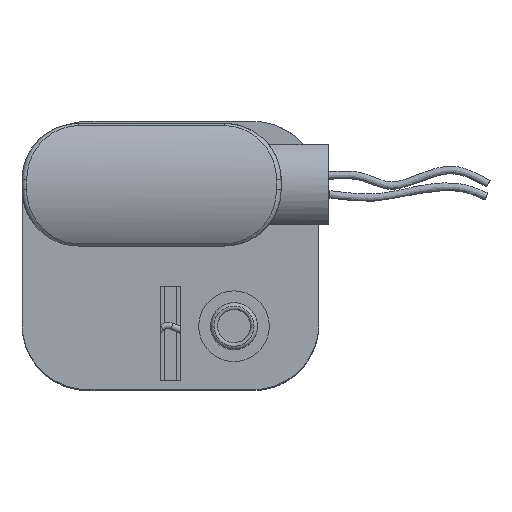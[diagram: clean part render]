
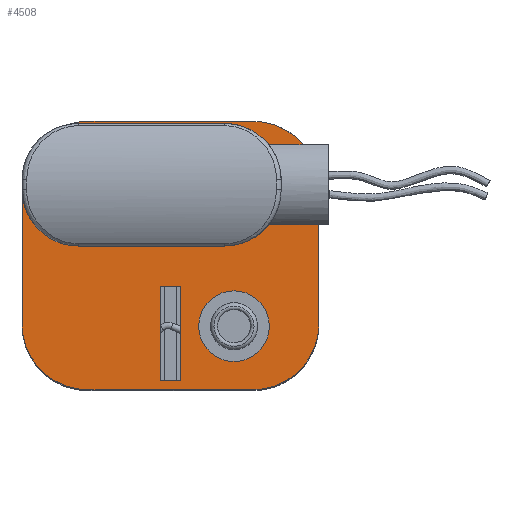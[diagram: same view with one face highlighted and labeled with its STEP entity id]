
A CAD part, top view. The second image highlights one B-rep face of the part: STEP entity #4508.
In plain terms, the highlighted planar face has unit normal (0, 0, 1).
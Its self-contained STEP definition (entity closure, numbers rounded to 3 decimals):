
#319=CARTESIAN_POINT('',(-3.75,-7.5,28.5));
#320=VERTEX_POINT('',#319);
#321=CARTESIAN_POINT('',(0.,-7.5,28.5));
#322=DIRECTION('',(0.0,0.0,-1.0));
#323=DIRECTION('',(1.0,0.0,0.0));
#324=AXIS2_PLACEMENT_3D('',#321,#322,#323);
#325=CIRCLE('',#324,3.75);
#326=EDGE_CURVE('',#320,#320,#325,.T.);
#347=CARTESIAN_POINT('',(-6.05,7.5,28.5));
#348=VERTEX_POINT('',#347);
#349=CARTESIAN_POINT('',(-2.3,7.5,28.5));
#350=DIRECTION('',(0.0,0.0,-1.0));
#351=DIRECTION('',(1.0,0.0,0.0));
#352=AXIS2_PLACEMENT_3D('',#349,#350,#351);
#353=CIRCLE('',#352,3.75);
#354=EDGE_CURVE('',#348,#348,#353,.T.);
#375=CARTESIAN_POINT('',(-18.75,7.5,28.5));
#376=VERTEX_POINT('',#375);
#377=CARTESIAN_POINT('',(-15.,7.5,28.5));
#378=DIRECTION('',(0.0,0.0,-1.0));
#379=DIRECTION('',(1.0,0.0,0.0));
#380=AXIS2_PLACEMENT_3D('',#377,#378,#379);
#381=CIRCLE('',#380,3.75);
#382=EDGE_CURVE('',#376,#376,#381,.T.);
#402=CARTESIAN_POINT('',(-7.85,-3.25,28.5));
#403=VERTEX_POINT('',#402);
#410=CARTESIAN_POINT('',(-7.85,-13.25,28.5));
#411=VERTEX_POINT('',#410);
#412=CARTESIAN_POINT('',(-7.85,-13.25,28.5));
#413=DIRECTION('',(0.0,1.0,0.0));
#414=VECTOR('',#413,10.0);
#415=LINE('',#412,#414);
#416=EDGE_CURVE('',#411,#403,#415,.T.);
#496=CARTESIAN_POINT('',(-5.65,-13.25,28.5));
#497=VERTEX_POINT('',#496);
#498=CARTESIAN_POINT('',(-5.65,-13.25,28.5));
#499=DIRECTION('',(-1.0,0.0,0.0));
#500=VECTOR('',#499,2.2);
#501=LINE('',#498,#500);
#502=EDGE_CURVE('',#497,#411,#501,.T.);
#542=CARTESIAN_POINT('',(-5.65,-3.25,28.5));
#543=VERTEX_POINT('',#542);
#550=CARTESIAN_POINT('',(-7.85,-3.25,28.5));
#551=DIRECTION('',(1.0,0.0,0.0));
#552=VECTOR('',#551,2.2);
#553=LINE('',#550,#552);
#554=EDGE_CURVE('',#403,#543,#553,.T.);
#587=CARTESIAN_POINT('',(-5.65,-3.25,28.5));
#588=DIRECTION('',(0.0,-1.0,0.0));
#589=VECTOR('',#588,10.0);
#590=LINE('',#587,#589);
#591=EDGE_CURVE('',#543,#497,#590,.T.);
#3639=CARTESIAN_POINT('',(-15.5,-14.25,28.5));
#3640=VERTEX_POINT('',#3639);
#3647=CARTESIAN_POINT('',(-22.5,-7.25,28.5));
#3648=VERTEX_POINT('',#3647);
#3649=CARTESIAN_POINT('',(-15.5,-7.25,28.5));
#3650=DIRECTION('',(0.0,0.0,-1.0));
#3651=DIRECTION('',(1.0,0.0,0.0));
#3652=AXIS2_PLACEMENT_3D('',#3649,#3650,#3651);
#3653=CIRCLE('',#3652,7.);
#3654=EDGE_CURVE('',#3640,#3648,#3653,.T.);
#3812=CARTESIAN_POINT('',(9.,-7.25,28.5));
#3813=VERTEX_POINT('',#3812);
#3820=CARTESIAN_POINT('',(2.0,-14.25,28.5));
#3821=VERTEX_POINT('',#3820);
#3822=CARTESIAN_POINT('',(2.0,-7.25,28.5));
#3823=DIRECTION('',(0.0,0.0,-1.0));
#3824=DIRECTION('',(1.0,0.0,0.0));
#3825=AXIS2_PLACEMENT_3D('',#3822,#3823,#3824);
#3826=CIRCLE('',#3825,7.);
#3827=EDGE_CURVE('',#3813,#3821,#3826,.T.);
#3941=CARTESIAN_POINT('',(-22.5,7.25,28.5));
#3942=VERTEX_POINT('',#3941);
#3943=CARTESIAN_POINT('',(-22.5,-7.25,28.5));
#3944=DIRECTION('',(0.0,1.0,0.0));
#3945=VECTOR('',#3944,14.5);
#3946=LINE('',#3943,#3945);
#3947=EDGE_CURVE('',#3648,#3942,#3946,.T.);
#4032=CARTESIAN_POINT('',(-15.5,14.25,28.5));
#4033=VERTEX_POINT('',#4032);
#4034=CARTESIAN_POINT('',(-15.5,7.25,28.5));
#4035=DIRECTION('',(0.0,0.0,-1.0));
#4036=DIRECTION('',(1.0,0.0,0.0));
#4037=AXIS2_PLACEMENT_3D('',#4034,#4035,#4036);
#4038=CIRCLE('',#4037,7.);
#4039=EDGE_CURVE('',#3942,#4033,#4038,.T.);
#4109=CARTESIAN_POINT('',(2.0,14.25,28.5));
#4110=VERTEX_POINT('',#4109);
#4117=CARTESIAN_POINT('',(9.,7.25,28.5));
#4118=VERTEX_POINT('',#4117);
#4119=CARTESIAN_POINT('',(2.0,7.25,28.5));
#4120=DIRECTION('',(0.0,0.0,-1.0));
#4121=DIRECTION('',(1.0,0.0,0.0));
#4122=AXIS2_PLACEMENT_3D('',#4119,#4120,#4121);
#4123=CIRCLE('',#4122,7.);
#4124=EDGE_CURVE('',#4110,#4118,#4123,.T.);
#4365=CARTESIAN_POINT('',(9.,7.25,28.5));
#4366=DIRECTION('',(0.0,-1.0,0.0));
#4367=VECTOR('',#4366,14.5);
#4368=LINE('',#4365,#4367);
#4369=EDGE_CURVE('',#4118,#3813,#4368,.T.);
#4394=CARTESIAN_POINT('',(-15.5,14.25,28.5));
#4395=DIRECTION('',(1.0,0.0,0.0));
#4396=VECTOR('',#4395,17.5);
#4397=LINE('',#4394,#4396);
#4398=EDGE_CURVE('',#4033,#4110,#4397,.T.);
#4450=CARTESIAN_POINT('',(2.0,-14.25,28.5));
#4451=DIRECTION('',(-1.0,0.0,0.0));
#4452=VECTOR('',#4451,17.5);
#4453=LINE('',#4450,#4452);
#4454=EDGE_CURVE('',#3821,#3640,#4453,.T.);
#4478=CARTESIAN_POINT('',(0.,0.,28.5));
#4479=DIRECTION('',(0.0,0.0,1.0));
#4480=DIRECTION('',(1.0,0.0,0.0));
#4481=AXIS2_PLACEMENT_3D('',#4478,#4479,#4480);
#4482=PLANE('',#4481);
#4483=ORIENTED_EDGE('',*,*,#3947,.F.);
#4484=ORIENTED_EDGE('',*,*,#3654,.F.);
#4485=ORIENTED_EDGE('',*,*,#4454,.F.);
#4486=ORIENTED_EDGE('',*,*,#3827,.F.);
#4487=ORIENTED_EDGE('',*,*,#4369,.F.);
#4488=ORIENTED_EDGE('',*,*,#4124,.F.);
#4489=ORIENTED_EDGE('',*,*,#4398,.F.);
#4490=ORIENTED_EDGE('',*,*,#4039,.F.);
#4491=EDGE_LOOP('',(#4483,#4484,#4485,#4486,#4487,#4488,#4489,#4490));
#4492=FACE_OUTER_BOUND('',#4491,.T.);
#4493=ORIENTED_EDGE('',*,*,#554,.T.);
#4494=ORIENTED_EDGE('',*,*,#591,.T.);
#4495=ORIENTED_EDGE('',*,*,#502,.T.);
#4496=ORIENTED_EDGE('',*,*,#416,.T.);
#4497=EDGE_LOOP('',(#4493,#4494,#4495,#4496));
#4498=FACE_BOUND('',#4497,.T.);
#4499=ORIENTED_EDGE('',*,*,#382,.T.);
#4500=EDGE_LOOP('',(#4499));
#4501=FACE_BOUND('',#4500,.T.);
#4502=ORIENTED_EDGE('',*,*,#354,.T.);
#4503=EDGE_LOOP('',(#4502));
#4504=FACE_BOUND('',#4503,.T.);
#4505=ORIENTED_EDGE('',*,*,#326,.T.);
#4506=EDGE_LOOP('',(#4505));
#4507=FACE_BOUND('',#4506,.T.);
#4508=ADVANCED_FACE('',(#4492,#4498,#4501,#4504,#4507),#4482,.T.);
